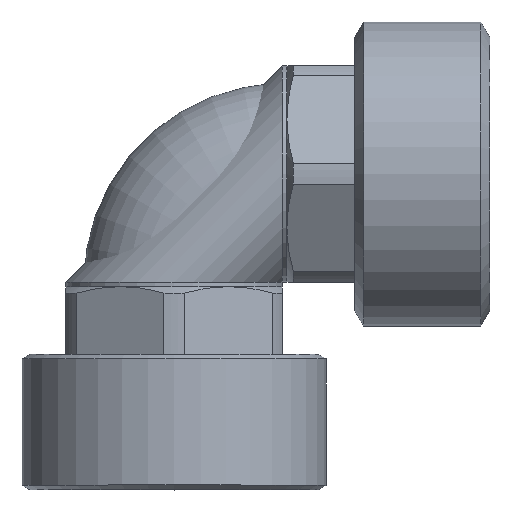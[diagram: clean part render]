
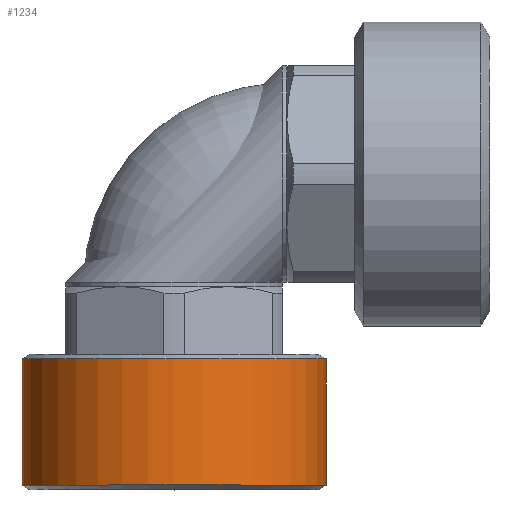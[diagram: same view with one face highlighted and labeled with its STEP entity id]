
A CAD part, top view. The second image highlights one B-rep face of the part: STEP entity #1234.
In plain terms, the highlighted cylindrical face has radius 16.85 mm (diameter 33.7 mm), a full revolution.
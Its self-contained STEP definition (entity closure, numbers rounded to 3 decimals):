
#126=CIRCLE('',#1347,16.85);
#127=CIRCLE('',#1348,16.85);
#336=ORIENTED_EDGE('',*,*,#468,.T.);
#337=ORIENTED_EDGE('',*,*,#469,.T.);
#468=EDGE_CURVE('',#545,#545,#126,.T.);
#469=EDGE_CURVE('',#546,#546,#127,.F.);
#545=VERTEX_POINT('',#1926);
#546=VERTEX_POINT('',#1928);
#685=EDGE_LOOP('',(#336));
#686=EDGE_LOOP('',(#337));
#760=FACE_BOUND('',#685,.T.);
#761=FACE_BOUND('',#686,.T.);
#788=CYLINDRICAL_SURFACE('',#1346,16.85);
#1234=ADVANCED_FACE('',(#760,#761),#788,.T.);
#1346=AXIS2_PLACEMENT_3D('',#1924,#1597,#1598);
#1347=AXIS2_PLACEMENT_3D('',#1925,#1599,#1600);
#1348=AXIS2_PLACEMENT_3D('',#1927,#1601,#1602);
#1597=DIRECTION('',(0.,-1.,0.));
#1598=DIRECTION('',(0.,0.,-1.));
#1599=DIRECTION('',(0.,1.,0.));
#1600=DIRECTION('',(0.,0.,1.));
#1601=DIRECTION('',(0.,1.,0.));
#1602=DIRECTION('',(0.,0.,1.));
#1924=CARTESIAN_POINT('',(0.,-20.,0.));
#1925=CARTESIAN_POINT('',(0.,-34.5,0.));
#1926=CARTESIAN_POINT('',(0.,-34.5,16.85));
#1927=CARTESIAN_POINT('',(0.,-20.5,0.));
#1928=CARTESIAN_POINT('',(0.,-20.5,16.85));
